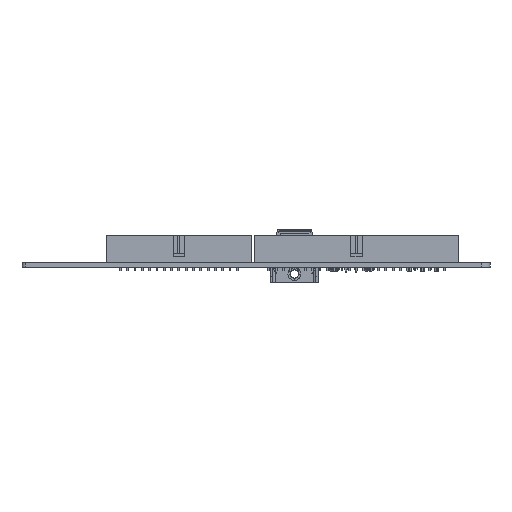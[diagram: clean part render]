
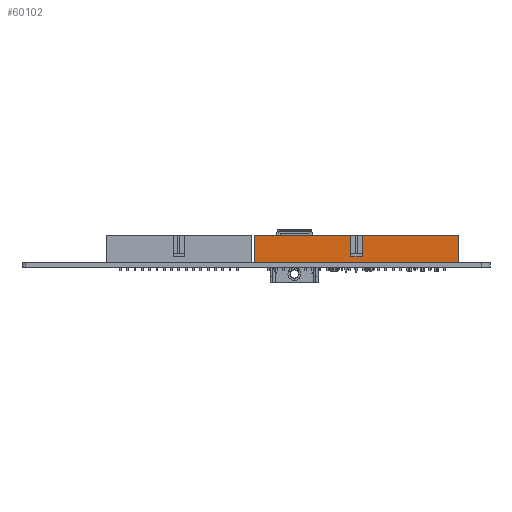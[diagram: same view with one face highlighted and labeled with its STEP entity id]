
A CAD part, left-side view. The second image highlights one B-rep face of the part: STEP entity #60102.
In plain terms, the highlighted planar face has unit normal (-1, 0, 0).
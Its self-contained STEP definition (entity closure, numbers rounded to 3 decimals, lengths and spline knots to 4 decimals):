
#6137=DIRECTION('',(0.,-1.,0.));
#6138=VECTOR('',#6137,2.79);
#6139=CARTESIAN_POINT('',(-2.82,0.02,0.062));
#6140=LINE('',#6139,#6138);
#16352=DIRECTION('',(0.,0.,1.));
#16353=VECTOR('',#16352,0.37);
#16354=CARTESIAN_POINT('',(-2.82,-2.77,0.062));
#16355=LINE('',#16354,#16353);
#16356=DIRECTION('',(0.,0.,1.));
#16357=VECTOR('',#16356,0.37);
#16358=CARTESIAN_POINT('',(-2.82,0.02,0.062));
#16359=LINE('',#16358,#16357);
#16360=DIRECTION('',(0.,0.,-1.));
#16361=VECTOR('',#16360,0.29);
#16362=CARTESIAN_POINT('',(-2.82,-1.295,0.432));
#16363=LINE('',#16362,#16361);
#16364=DIRECTION('',(0.,-1.,0.));
#16365=VECTOR('',#16364,0.16);
#16366=CARTESIAN_POINT('',(-2.82,-1.295,0.142));
#16367=LINE('',#16366,#16365);
#16368=DIRECTION('',(0.,0.,-1.));
#16369=VECTOR('',#16368,0.29);
#16370=CARTESIAN_POINT('',(-2.82,-1.455,0.432));
#16371=LINE('',#16370,#16369);
#16384=DIRECTION('',(0.,-1.,0.));
#16385=VECTOR('',#16384,1.315);
#16386=CARTESIAN_POINT('',(-2.82,0.02,0.432));
#16387=LINE('',#16386,#16385);
#16400=DIRECTION('',(0.,-1.,0.));
#16401=VECTOR('',#16400,1.315);
#16402=CARTESIAN_POINT('',(-2.82,-1.455,0.432));
#16403=LINE('',#16402,#16401);
#34953=CARTESIAN_POINT('',(-2.82,-2.77,0.432));
#34955=VERTEX_POINT('',#34953);
#34959=CARTESIAN_POINT('',(-2.82,0.02,0.432));
#34960=VERTEX_POINT('',#34959);
#34981=CARTESIAN_POINT('',(-2.82,-1.295,0.432));
#34983=VERTEX_POINT('',#34981);
#34985=CARTESIAN_POINT('',(-2.82,-1.455,0.432));
#34987=VERTEX_POINT('',#34985);
#34989=CARTESIAN_POINT('',(-2.82,-1.295,0.142));
#34990=VERTEX_POINT('',#34989);
#34991=CARTESIAN_POINT('',(-2.82,-1.455,0.142));
#34992=VERTEX_POINT('',#34991);
#37401=CARTESIAN_POINT('',(-2.82,-2.77,0.062));
#37403=VERTEX_POINT('',#37401);
#37407=CARTESIAN_POINT('',(-2.82,0.02,0.062));
#37408=VERTEX_POINT('',#37407);
#60081=CARTESIAN_POINT('',(-2.82,0.02,0.062));
#60082=DIRECTION('',(-1.,0.,0.));
#60083=DIRECTION('',(0.,-1.,0.));
#60084=AXIS2_PLACEMENT_3D('',#60081,#60082,#60083);
#60085=PLANE('',#60084);
#60086=ORIENTED_EDGE('',*,*,#44508,.F.);
#60088=ORIENTED_EDGE('',*,*,#60087,.T.);
#60090=ORIENTED_EDGE('',*,*,#60089,.T.);
#60092=ORIENTED_EDGE('',*,*,#60091,.T.);
#60094=ORIENTED_EDGE('',*,*,#60093,.T.);
#60096=ORIENTED_EDGE('',*,*,#60095,.F.);
#60098=ORIENTED_EDGE('',*,*,#60097,.T.);
#60099=ORIENTED_EDGE('',*,*,#60072,.F.);
#60100=EDGE_LOOP('',(#60086,#60088,#60090,#60092,#60094,#60096,#60098,#60099));
#60101=FACE_OUTER_BOUND('',#60100,.F.);
#60102=ADVANCED_FACE('',(#60101),#60085,.T.);
#44508=EDGE_CURVE('',#37408,#37403,#6140,.T.);
#60072=EDGE_CURVE('',#37403,#34955,#16355,.T.);
#60087=EDGE_CURVE('',#37408,#34960,#16359,.T.);
#60089=EDGE_CURVE('',#34960,#34983,#16387,.T.);
#60091=EDGE_CURVE('',#34983,#34990,#16363,.T.);
#60093=EDGE_CURVE('',#34990,#34992,#16367,.T.);
#60095=EDGE_CURVE('',#34987,#34992,#16371,.T.);
#60097=EDGE_CURVE('',#34987,#34955,#16403,.T.);
